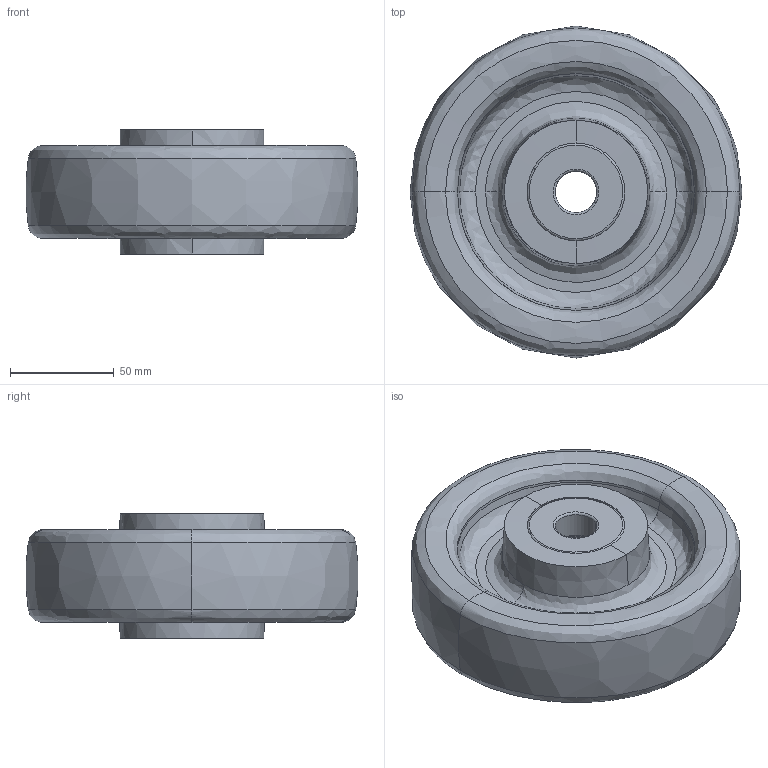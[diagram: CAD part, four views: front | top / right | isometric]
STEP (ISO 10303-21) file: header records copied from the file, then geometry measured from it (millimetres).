
FILE_DESCRIPTION (( 'STEP AP214' ), '1' );
FILE_NAME ('0014378.step', '2022-05-18T11:14:23', ( '' ), ( '' ), 'SwSTEP 2.0', 'SolidWorks 2020', '' );
FILE_SCHEMA (( 'AUTOMOTIVE_DESIGN' ));
Length unit declared in the file: millimetre
Products named in the file (1): 0014378
Bounding box: 159.73 x 159.73 x 60 mm (x, y, z)
Surface area: 85853.8 mm2 (no closed solid volume)
Topology: 0 solids, 6 shells, 66 faces, 152 edges, 92 vertices
Faces by surface type: bspline 26, cone 16, torus 12, plane 6, cylinder 6
Entity records: 3390 total; most frequent: CARTESIAN_POINT 1193, DIRECTION 340, ORIENTED_EDGE 280, AXIS2_PLACEMENT_3D 159, EDGE_CURVE 152, CIRCLE 118, VERTEX_POINT 92, EDGE_LOOP 72
